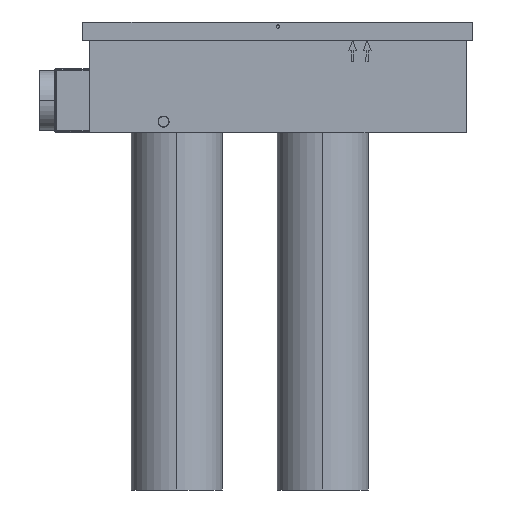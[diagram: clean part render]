
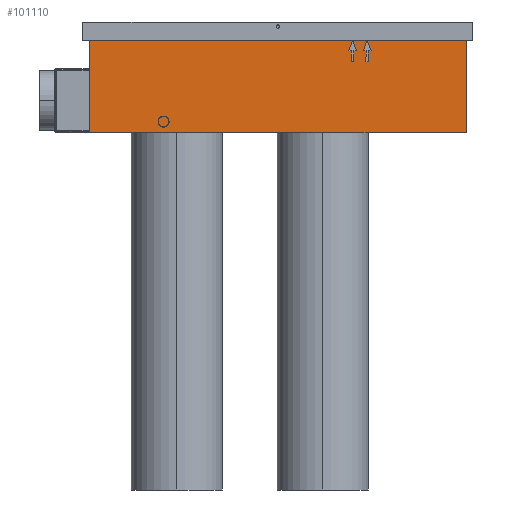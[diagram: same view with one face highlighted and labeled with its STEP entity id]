
A CAD part, front view. The second image highlights one B-rep face of the part: STEP entity #101110.
In plain terms, the highlighted planar face has unit normal (0, -1, 0).
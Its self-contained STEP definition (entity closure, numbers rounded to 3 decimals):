
#54410=CARTESIAN_POINT('',(0.,-618.,122.));
#54420=DIRECTION('',(1.,0.,0.));
#54430=VECTOR('',#54420,1.);
#54440=LINE('',#54410,#54430);
#54450=CARTESIAN_POINT('',(-1569.5,-618.,122.));
#54460=VERTEX_POINT('',#54450);
#54470=CARTESIAN_POINT('',(-1053.5,-618.,122.));
#54480=VERTEX_POINT('',#54470);
#54490=EDGE_CURVE('',#54460,#54480,#54440,.T.);
#60820=CARTESIAN_POINT('',(-1053.5,-618.,-5.));
#60830=VERTEX_POINT('',#60820);
#60860=CARTESIAN_POINT('',(-1053.5,-618.,0.));
#60870=DIRECTION('',(0.,0.,-1.));
#60880=VECTOR('',#60870,1.);
#60890=LINE('',#60860,#60880);
#60900=EDGE_CURVE('',#54480,#60830,#60890,.T.);
#96040=CARTESIAN_POINT('',(-1569.5,-618.,0.));
#96050=DIRECTION('',(0.,0.,-1.));
#96060=VECTOR('',#96050,1.);
#96070=LINE('',#96040,#96060);
#96080=CARTESIAN_POINT('',(-1569.5,-618.,-5.));
#96090=VERTEX_POINT('',#96080);
#96100=EDGE_CURVE('',#54460,#96090,#96070,.T.);
#99120=CARTESIAN_POINT('',(-1448.5,-618.,-1803.581));
#99130=DIRECTION('',(0.,-1.,0.));
#99140=DIRECTION('',(1.,0.,0.));
#99150=AXIS2_PLACEMENT_3D('',#99120,#99130,#99140);
#99160=PLANE('',#99150);
#99170=CARTESIAN_POINT('',(-1163.341,-618.,0.));
#99180=DIRECTION('',(-0.351,0.,0.936));
#99190=VECTOR('',#99180,1.);
#99200=LINE('',#99170,#99190);
#99210=CARTESIAN_POINT('',(-1203.661,-618.,107.52));
#99220=VERTEX_POINT('',#99210);
#99230=CARTESIAN_POINT('',(-1209.041,-618.,121.865));
#99240=VERTEX_POINT('',#99230);
#99250=EDGE_CURVE('',#99220,#99240,#99200,.T.);
#99260=ORIENTED_EDGE('',*,*,#99250,.F.);
#99270=CARTESIAN_POINT('',(-1254.74,-618.,0.));
#99280=DIRECTION('',(-0.351,0.,-0.936));
#99290=VECTOR('',#99280,1.);
#99300=LINE('',#99270,#99290);
#99310=CARTESIAN_POINT('',(-1214.42,-618.,107.52));
#99320=VERTEX_POINT('',#99310);
#99330=EDGE_CURVE('',#99240,#99320,#99300,.T.);
#99340=ORIENTED_EDGE('',*,*,#99330,.F.);
#99350=CARTESIAN_POINT('',(0.,-618.,116.991));
#99360=DIRECTION('',(1.,0.,0.008));
#99370=VECTOR('',#99360,1.);
#99380=LINE('',#99350,#99370);
#99390=CARTESIAN_POINT('',(-1210.671,-618.,107.549));
#99400=VERTEX_POINT('',#99390);
#99410=EDGE_CURVE('',#99320,#99400,#99380,.T.);
#99420=ORIENTED_EDGE('',*,*,#99410,.F.);
#99430=CARTESIAN_POINT('',(-1210.671,-618.,0.));
#99440=DIRECTION('',(0.,0.,-1.));
#99450=VECTOR('',#99440,1.);
#99460=LINE('',#99430,#99450);
#99470=CARTESIAN_POINT('',(-1210.671,-618.,92.714));
#99480=VERTEX_POINT('',#99470);
#99490=EDGE_CURVE('',#99400,#99480,#99460,.T.);
#99500=ORIENTED_EDGE('',*,*,#99490,.F.);
#99510=CARTESIAN_POINT('',(0.,-618.,92.714));
#99520=DIRECTION('',(1.,0.,0.));
#99530=VECTOR('',#99520,1.);
#99540=LINE('',#99510,#99530);
#99550=CARTESIAN_POINT('',(-1207.41,-618.,92.714));
#99560=VERTEX_POINT('',#99550);
#99570=EDGE_CURVE('',#99480,#99560,#99540,.T.);
#99580=ORIENTED_EDGE('',*,*,#99570,.F.);
#99590=CARTESIAN_POINT('',(-1206.687,-618.,0.));
#99600=DIRECTION('',(-0.008,0.,1.));
#99610=VECTOR('',#99600,1.);
#99620=LINE('',#99590,#99610);
#99630=CARTESIAN_POINT('',(-1207.526,-618.,107.55));
#99640=VERTEX_POINT('',#99630);
#99650=EDGE_CURVE('',#99560,#99640,#99620,.T.);
#99660=ORIENTED_EDGE('',*,*,#99650,.F.);
#99670=CARTESIAN_POINT('',(0.,-618.,98.132));
#99680=DIRECTION('',(1.,0.,-0.008));
#99690=VECTOR('',#99680,1.);
#99700=LINE('',#99670,#99690);
#99710=EDGE_CURVE('',#99640,#99220,#99700,.T.);
#99720=ORIENTED_EDGE('',*,*,#99710,.F.);
#99730=EDGE_LOOP('',(#99720,#99660,#99580,#99500,#99420,#99340,#99260));
#99740=FACE_BOUND('',#99730,.T.);
#99750=CARTESIAN_POINT('',(-1191.51,-618.,0.));
#99760=DIRECTION('',(-0.008,0.,-1.));
#99770=VECTOR('',#99760,1.);
#99780=LINE('',#99750,#99770);
#99790=CARTESIAN_POINT('',(-1190.672,-618.,107.55));
#99800=VERTEX_POINT('',#99790);
#99810=CARTESIAN_POINT('',(-1190.787,-618.,92.714));
#99820=VERTEX_POINT('',#99810);
#99830=EDGE_CURVE('',#99800,#99820,#99780,.T.);
#99840=ORIENTED_EDGE('',*,*,#99830,.F.);
#99850=CARTESIAN_POINT('',(0.,-618.,92.714));
#99860=DIRECTION('',(1.,0.,0.));
#99870=VECTOR('',#99860,1.);
#99880=LINE('',#99850,#99870);
#99890=CARTESIAN_POINT('',(-1187.526,-618.,92.714));
#99900=VERTEX_POINT('',#99890);
#99910=EDGE_CURVE('',#99820,#99900,#99880,.T.);
#99920=ORIENTED_EDGE('',*,*,#99910,.F.);
#99930=CARTESIAN_POINT('',(-1187.526,-618.,0.));
#99940=DIRECTION('',(0.,0.,1.));
#99950=VECTOR('',#99940,1.);
#99960=LINE('',#99930,#99950);
#99970=CARTESIAN_POINT('',(-1187.526,-618.,107.549));
#99980=VERTEX_POINT('',#99970);
#99990=EDGE_CURVE('',#99900,#99980,#99960,.T.);
#100000=ORIENTED_EDGE('',*,*,#99990,.F.);
#100010=CARTESIAN_POINT('',(0.,-618.,98.287));
#100020=DIRECTION('',(1.,0.,-0.008));
#100030=VECTOR('',#100020,1.);
#100040=LINE('',#100010,#100030);
#100050=CARTESIAN_POINT('',(-1183.777,-618.,107.52));
#100060=VERTEX_POINT('',#100050);
#100070=EDGE_CURVE('',#99980,#100060,#100040,.T.);
#100080=ORIENTED_EDGE('',*,*,#100070,.F.);
#100090=CARTESIAN_POINT('',(-1143.457,-618.,0.));
#100100=DIRECTION('',(-0.351,0.,0.936));
#100110=VECTOR('',#100100,1.);
#100120=LINE('',#100090,#100110);
#100130=CARTESIAN_POINT('',(-1189.157,-618.,121.865));
#100140=VERTEX_POINT('',#100130);
#100150=EDGE_CURVE('',#100060,#100140,#100120,.T.);
#100160=ORIENTED_EDGE('',*,*,#100150,.F.);
#100170=CARTESIAN_POINT('',(-1234.856,-618.,0.));
#100180=DIRECTION('',(-0.351,0.,-0.936));
#100190=VECTOR('',#100180,1.);
#100200=LINE('',#100170,#100190);
#100210=CARTESIAN_POINT('',(-1194.536,-618.,107.52));
#100220=VERTEX_POINT('',#100210);
#100230=EDGE_CURVE('',#100140,#100220,#100200,.T.);
#100240=ORIENTED_EDGE('',*,*,#100230,.F.);
#100250=CARTESIAN_POINT('',(0.,-618.,116.836));
#100260=DIRECTION('',(1.,0.,0.008));
#100270=VECTOR('',#100260,1.);
#100280=LINE('',#100250,#100270);
#100290=EDGE_CURVE('',#100220,#99800,#100280,.T.);
#100300=ORIENTED_EDGE('',*,*,#100290,.F.);
#100310=EDGE_LOOP('',(#100300,#100240,#100160,#100080,#100000,#99920,
#99840));
#100320=FACE_BOUND('',#100310,.T.);
#100330=CARTESIAN_POINT('',(-1468.,-618.,11.));
#100340=DIRECTION('',(1.,0.,0.));
#100350=VECTOR('',#100340,1.);
#100360=LINE('',#100330,#100350);
#100370=CARTESIAN_POINT('',(-1475.483,-618.,11.));
#100380=VERTEX_POINT('',#100370);
#100390=CARTESIAN_POINT('',(-1474.982,-618.,11.));
#100400=VERTEX_POINT('',#100390);
#100410=EDGE_CURVE('',#100380,#100400,#100360,.T.);
#100420=ORIENTED_EDGE('',*,*,#100410,.F.);
#100430=CARTESIAN_POINT('',(-1468.,-618.,10.5));
#100440=DIRECTION('',(0.,-1.,0.));
#100450=DIRECTION('',(1.,0.,0.));
#100460=AXIS2_PLACEMENT_3D('',#100430,#100440,#100450);
#100470=CIRCLE('',#100460,7.);
#100480=CARTESIAN_POINT('',(-1461.018,-618.,11.));
#100490=VERTEX_POINT('',#100480);
#100500=EDGE_CURVE('',#100490,#100400,#100470,.T.);
#100510=ORIENTED_EDGE('',*,*,#100500,.T.);
#100520=CARTESIAN_POINT('',(-1468.,-618.,11.));
#100530=DIRECTION('',(1.,0.,0.));
#100540=VECTOR('',#100530,1.);
#100550=LINE('',#100520,#100540);
#100560=CARTESIAN_POINT('',(-1460.517,-618.,11.));
#100570=VERTEX_POINT('',#100560);
#100580=EDGE_CURVE('',#100490,#100570,#100550,.T.);
#100590=ORIENTED_EDGE('',*,*,#100580,.F.);
#100600=CARTESIAN_POINT('',(-1468.,-618.,10.5));
#100610=DIRECTION('',(0.,-1.,0.));
#100620=DIRECTION('',(1.,0.,0.));
#100630=AXIS2_PLACEMENT_3D('',#100600,#100610,#100620);
#100640=CIRCLE('',#100630,7.5);
#100650=EDGE_CURVE('',#100570,#100380,#100640,.T.);
#100660=ORIENTED_EDGE('',*,*,#100650,.F.);
#100670=EDGE_LOOP('',(#100660,#100590,#100510,#100420));
#100680=FACE_BOUND('',#100670,.T.);
#100690=ORIENTED_EDGE('',*,*,#54490,.F.);
#100700=ORIENTED_EDGE('',*,*,#60900,.F.);
#100710=CARTESIAN_POINT('',(0.,-618.,-5.));
#100720=DIRECTION('',(1.,0.,0.));
#100730=VECTOR('',#100720,1.);
#100740=LINE('',#100710,#100730);
#100750=EDGE_CURVE('',#96090,#60830,#100740,.T.);
#100760=ORIENTED_EDGE('',*,*,#100750,.T.);
#100770=ORIENTED_EDGE('',*,*,#96100,.T.);
#100780=EDGE_LOOP('',(#100770,#100760,#100700,#100690));
#100790=FACE_OUTER_BOUND('',#100780,.T.);
#100800=CARTESIAN_POINT('',(-1468.,-618.,10.));
#100810=DIRECTION('',(1.,0.,0.));
#100820=VECTOR('',#100810,1.);
#100830=LINE('',#100800,#100820);
#100840=CARTESIAN_POINT('',(-1461.018,-618.,10.));
#100850=VERTEX_POINT('',#100840);
#100860=CARTESIAN_POINT('',(-1460.517,-618.,10.));
#100870=VERTEX_POINT('',#100860);
#100880=EDGE_CURVE('',#100850,#100870,#100830,.T.);
#100890=ORIENTED_EDGE('',*,*,#100880,.T.);
#100900=CARTESIAN_POINT('',(-1468.,-618.,10.5));
#100910=DIRECTION('',(0.,-1.,0.));
#100920=DIRECTION('',(1.,0.,0.));
#100930=AXIS2_PLACEMENT_3D('',#100900,#100910,#100920);
#100940=CIRCLE('',#100930,7.);
#100950=CARTESIAN_POINT('',(-1474.982,-618.,10.));
#100960=VERTEX_POINT('',#100950);
#100970=EDGE_CURVE('',#100960,#100850,#100940,.T.);
#100980=ORIENTED_EDGE('',*,*,#100970,.T.);
#100990=CARTESIAN_POINT('',(-1468.,-618.,10.));
#101000=DIRECTION('',(1.,0.,0.));
#101010=VECTOR('',#101000,1.);
#101020=LINE('',#100990,#101010);
#101030=CARTESIAN_POINT('',(-1475.483,-618.,10.));
#101040=VERTEX_POINT('',#101030);
#101050=EDGE_CURVE('',#101040,#100960,#101020,.T.);
#101060=ORIENTED_EDGE('',*,*,#101050,.T.);
#101070=EDGE_CURVE('',#101040,#100870,#100640,.T.);
#101080=ORIENTED_EDGE('',*,*,#101070,.F.);
#101090=EDGE_LOOP('',(#101080,#101060,#100980,#100890));
#101100=FACE_BOUND('',#101090,.T.);
#101110=ADVANCED_FACE('',(#99740,#100320,#100680,#100790,#101100),#99160
,.T.);
